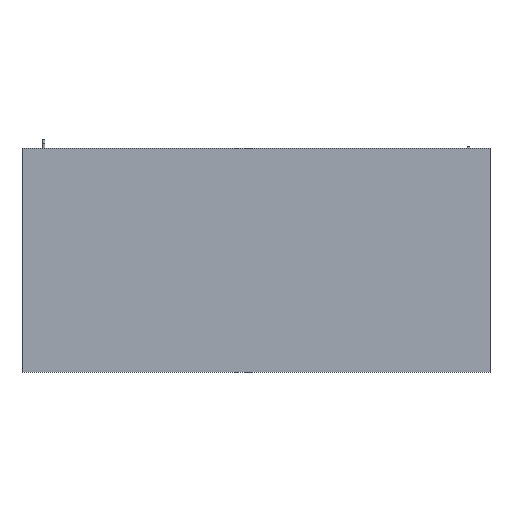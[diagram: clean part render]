
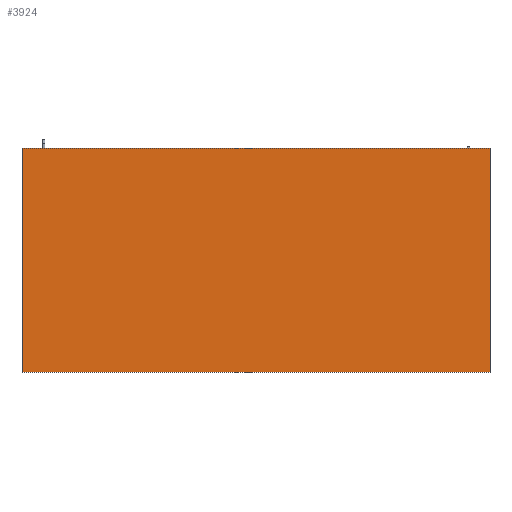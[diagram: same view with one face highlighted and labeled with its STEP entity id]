
A CAD part, front view. The second image highlights one B-rep face of the part: STEP entity #3924.
In plain terms, the highlighted planar face has unit normal (0, -1, 0).
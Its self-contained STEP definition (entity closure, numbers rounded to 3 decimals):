
#267=FACE_OUTER_BOUND('',#502,.T.);
#502=EDGE_LOOP('',(#2607,#2608,#2609,#2610));
#738=LINE('',#5766,#1179);
#741=LINE('',#5772,#1182);
#744=LINE('',#5778,#1185);
#747=LINE('',#5782,#1188);
#1179=VECTOR('',#4575,10.);
#1182=VECTOR('',#4580,10.);
#1185=VECTOR('',#4585,10.);
#1188=VECTOR('',#4590,10.);
#1620=VERTEX_POINT('',#5763);
#1621=VERTEX_POINT('',#5765);
#1623=VERTEX_POINT('',#5771);
#1625=VERTEX_POINT('',#5777);
#2010=EDGE_CURVE('',#1621,#1620,#738,.T.);
#2013=EDGE_CURVE('',#1623,#1621,#741,.T.);
#2016=EDGE_CURVE('',#1625,#1623,#744,.T.);
#2019=EDGE_CURVE('',#1620,#1625,#747,.T.);
#2607=ORIENTED_EDGE('',*,*,#2019,.T.);
#2608=ORIENTED_EDGE('',*,*,#2016,.T.);
#2609=ORIENTED_EDGE('',*,*,#2013,.T.);
#2610=ORIENTED_EDGE('',*,*,#2010,.T.);
#3750=PLANE('',#4201);
#3924=ADVANCED_FACE('',(#267),#3750,.T.);
#4201=AXIS2_PLACEMENT_3D('',#5784,#4593,#4594);
#4575=DIRECTION('',(1.,0.,0.));
#4580=DIRECTION('',(0.,0.,-1.));
#4585=DIRECTION('',(-1.,0.,0.));
#4590=DIRECTION('',(0.,0.,1.));
#4593=DIRECTION('center_axis',(0.,-1.,0.));
#4594=DIRECTION('ref_axis',(0.,0.,-1.));
#5763=CARTESIAN_POINT('',(725.,-20.,-347.5));
#5765=CARTESIAN_POINT('',(-725.,-20.,-347.5));
#5766=CARTESIAN_POINT('',(725.,-20.,-347.5));
#5771=CARTESIAN_POINT('',(-725.,-20.,347.5));
#5772=CARTESIAN_POINT('',(-725.,-20.,-347.5));
#5777=CARTESIAN_POINT('',(725.,-20.,347.5));
#5778=CARTESIAN_POINT('',(-725.,-20.,347.5));
#5782=CARTESIAN_POINT('',(725.,-20.,347.5));
#5784=CARTESIAN_POINT('Origin',(0.,-20.,0.));
